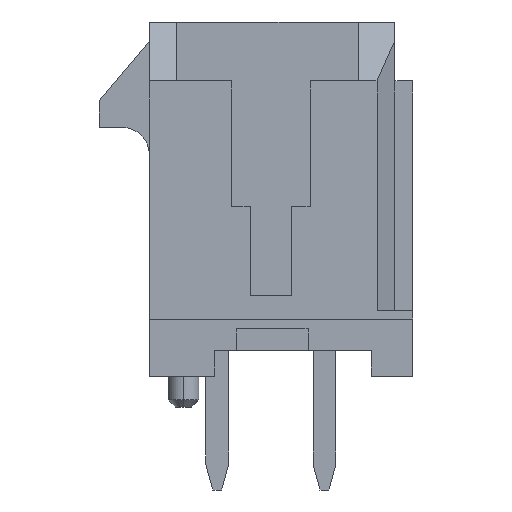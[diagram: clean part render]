
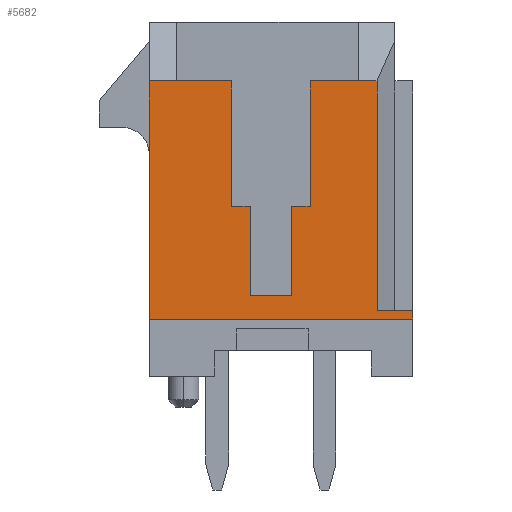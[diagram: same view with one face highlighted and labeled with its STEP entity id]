
A CAD part, left-side view. The second image highlights one B-rep face of the part: STEP entity #5682.
In plain terms, the highlighted planar face has unit normal (-1, 0, 0).
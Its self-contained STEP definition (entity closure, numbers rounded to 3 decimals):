
#1=DIRECTION('',(0.,0.,-1.));
#2=VECTOR('',#1,3.5);
#3=CARTESIAN_POINT('',(-10.825,-1.1,3.3));
#4=LINE('',#3,#2);
#5=DIRECTION('',(0.,1.,0.));
#6=VECTOR('',#5,1.35);
#7=CARTESIAN_POINT('',(-10.825,-2.45,3.3));
#8=LINE('',#7,#6);
#9=DIRECTION('',(0.,-1.,0.));
#10=VECTOR('',#9,0.52);
#11=CARTESIAN_POINT('',(-10.825,-2.45,3.3));
#12=LINE('',#11,#10);
#13=DIRECTION('',(0.,0.,-1.));
#14=VECTOR('',#13,6.41);
#15=CARTESIAN_POINT('',(-10.825,-2.97,3.3));
#16=LINE('',#15,#14);
#17=DIRECTION('',(0.,0.,-1.));
#18=VECTOR('',#17,0.25);
#19=CARTESIAN_POINT('',(-10.825,-3.97,-3.11));
#20=LINE('',#19,#18);
#21=DIRECTION('',(0.,1.,0.));
#22=VECTOR('',#21,7.37);
#23=CARTESIAN_POINT('',(-10.825,-3.97,-3.36));
#24=LINE('',#23,#22);
#25=DIRECTION('',(0.,0.,1.));
#26=VECTOR('',#25,6.66);
#27=CARTESIAN_POINT('',(-10.825,3.4,-3.36));
#28=LINE('',#27,#26);
#29=DIRECTION('',(0.,-1.,0.));
#30=VECTOR('',#29,0.76);
#31=CARTESIAN_POINT('',(-10.825,3.4,3.3));
#32=LINE('',#31,#30);
#33=DIRECTION('',(0.,1.,0.));
#34=VECTOR('',#33,1.54);
#35=CARTESIAN_POINT('',(-10.825,1.1,3.3));
#36=LINE('',#35,#34);
#37=DIRECTION('',(0.,0.,-1.));
#38=VECTOR('',#37,3.5);
#39=CARTESIAN_POINT('',(-10.825,1.1,3.3));
#40=LINE('',#39,#38);
#41=DIRECTION('',(0.,1.,0.));
#42=VECTOR('',#41,0.525);
#43=CARTESIAN_POINT('',(-10.825,0.575,-0.2));
#44=LINE('',#43,#42);
#45=DIRECTION('',(0.,0.,1.));
#46=VECTOR('',#45,2.5);
#47=CARTESIAN_POINT('',(-10.825,0.575,-2.7));
#48=LINE('',#47,#46);
#49=DIRECTION('',(0.,1.,0.));
#50=VECTOR('',#49,1.15);
#51=CARTESIAN_POINT('',(-10.825,-0.575,-2.7));
#52=LINE('',#51,#50);
#53=DIRECTION('',(0.,0.,-1.));
#54=VECTOR('',#53,2.5);
#55=CARTESIAN_POINT('',(-10.825,-0.575,-0.2));
#56=LINE('',#55,#54);
#57=DIRECTION('',(0.,1.,0.));
#58=VECTOR('',#57,0.525);
#59=CARTESIAN_POINT('',(-10.825,-1.1,-0.2));
#60=LINE('',#59,#58);
#2279=DIRECTION('',(0.,1.,0.));
#2280=VECTOR('',#2279,1.);
#2281=CARTESIAN_POINT('',(-10.825,-3.97,-3.11));
#2282=LINE('',#2281,#2280);
#4268=CARTESIAN_POINT('',(-10.825,3.4,3.3));
#4270=VERTEX_POINT('',#4268);
#4317=CARTESIAN_POINT('',(-10.825,-3.97,-3.11));
#4318=CARTESIAN_POINT('',(-10.825,-2.97,-3.11));
#4319=VERTEX_POINT('',#4317);
#4320=VERTEX_POINT('',#4318);
#4325=CARTESIAN_POINT('',(-10.825,2.64,3.3));
#4326=VERTEX_POINT('',#4325);
#4327=CARTESIAN_POINT('',(-10.825,-2.45,3.3));
#4328=VERTEX_POINT('',#4327);
#4529=CARTESIAN_POINT('',(-10.825,-1.1,3.3));
#4530=CARTESIAN_POINT('',(-10.825,-1.1,-0.2));
#4531=VERTEX_POINT('',#4529);
#4532=VERTEX_POINT('',#4530);
#4533=CARTESIAN_POINT('',(-10.825,-0.575,-0.2));
#4534=VERTEX_POINT('',#4533);
#4535=CARTESIAN_POINT('',(-10.825,-0.575,-2.7));
#4536=VERTEX_POINT('',#4535);
#4537=CARTESIAN_POINT('',(-10.825,0.575,-2.7));
#4538=VERTEX_POINT('',#4537);
#4539=CARTESIAN_POINT('',(-10.825,0.575,-0.2));
#4540=VERTEX_POINT('',#4539);
#4541=CARTESIAN_POINT('',(-10.825,1.1,-0.2));
#4542=VERTEX_POINT('',#4541);
#4543=CARTESIAN_POINT('',(-10.825,1.1,3.3));
#4544=VERTEX_POINT('',#4543);
#5501=CARTESIAN_POINT('',(-10.825,-3.97,-3.36));
#5502=CARTESIAN_POINT('',(-10.825,3.4,-3.36));
#5503=VERTEX_POINT('',#5501);
#5504=VERTEX_POINT('',#5502);
#5557=CARTESIAN_POINT('',(-10.825,-2.97,3.3));
#5558=VERTEX_POINT('',#5557);
#5643=CARTESIAN_POINT('',(-10.825,0.,0.));
#5644=DIRECTION('',(1.,0.,0.));
#5645=DIRECTION('',(0.,0.,-1.));
#5646=AXIS2_PLACEMENT_3D('',#5643,#5644,#5645);
#5647=PLANE('',#5646);
#5649=ORIENTED_EDGE('',*,*,#5648,.F.);
#5651=ORIENTED_EDGE('',*,*,#5650,.F.);
#5653=ORIENTED_EDGE('',*,*,#5652,.T.);
#5655=ORIENTED_EDGE('',*,*,#5654,.T.);
#5657=ORIENTED_EDGE('',*,*,#5656,.F.);
#5659=ORIENTED_EDGE('',*,*,#5658,.T.);
#5661=ORIENTED_EDGE('',*,*,#5660,.T.);
#5663=ORIENTED_EDGE('',*,*,#5662,.T.);
#5665=ORIENTED_EDGE('',*,*,#5664,.T.);
#5667=ORIENTED_EDGE('',*,*,#5666,.F.);
#5669=ORIENTED_EDGE('',*,*,#5668,.T.);
#5671=ORIENTED_EDGE('',*,*,#5670,.F.);
#5673=ORIENTED_EDGE('',*,*,#5672,.F.);
#5675=ORIENTED_EDGE('',*,*,#5674,.F.);
#5677=ORIENTED_EDGE('',*,*,#5676,.F.);
#5679=ORIENTED_EDGE('',*,*,#5678,.F.);
#5680=EDGE_LOOP('',(#5649,#5651,#5653,#5655,#5657,#5659,#5661,#5663,#5665,#5667,
#5669,#5671,#5673,#5675,#5677,#5679));
#5681=FACE_OUTER_BOUND('',#5680,.F.);
#5682=ADVANCED_FACE('',(#5681),#5647,.F.);
#5648=EDGE_CURVE('',#4531,#4532,#4,.T.);
#5650=EDGE_CURVE('',#4328,#4531,#8,.T.);
#5652=EDGE_CURVE('',#4328,#5558,#12,.T.);
#5654=EDGE_CURVE('',#5558,#4320,#16,.T.);
#5656=EDGE_CURVE('',#4319,#4320,#2282,.T.);
#5658=EDGE_CURVE('',#4319,#5503,#20,.T.);
#5660=EDGE_CURVE('',#5503,#5504,#24,.T.);
#5662=EDGE_CURVE('',#5504,#4270,#28,.T.);
#5664=EDGE_CURVE('',#4270,#4326,#32,.T.);
#5666=EDGE_CURVE('',#4544,#4326,#36,.T.);
#5668=EDGE_CURVE('',#4544,#4542,#40,.T.);
#5670=EDGE_CURVE('',#4540,#4542,#44,.T.);
#5672=EDGE_CURVE('',#4538,#4540,#48,.T.);
#5674=EDGE_CURVE('',#4536,#4538,#52,.T.);
#5676=EDGE_CURVE('',#4534,#4536,#56,.T.);
#5678=EDGE_CURVE('',#4532,#4534,#60,.T.);
